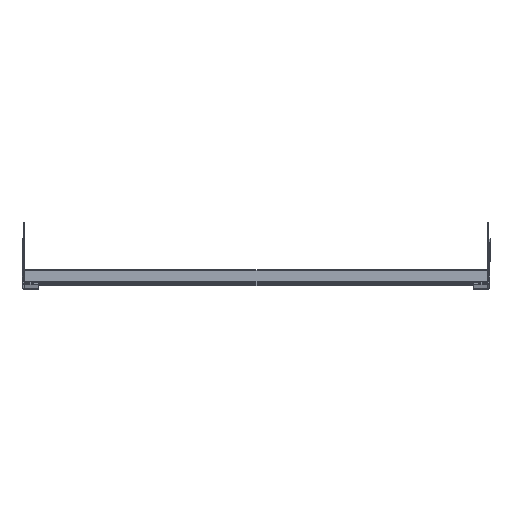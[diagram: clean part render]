
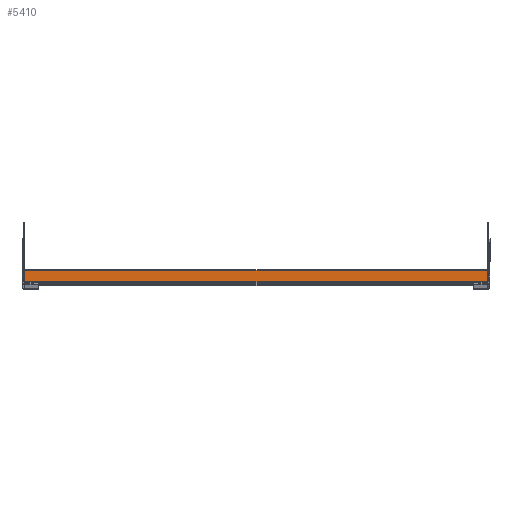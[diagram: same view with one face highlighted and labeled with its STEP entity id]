
A CAD part, top view. The second image highlights one B-rep face of the part: STEP entity #5410.
In plain terms, the highlighted planar face has unit normal (0, 0, 1).
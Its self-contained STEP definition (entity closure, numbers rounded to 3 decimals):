
#180 = CARTESIAN_POINT ( 'NONE',  ( -585.1, -18.709, 1377.21 ) ) ;
#185 = CARTESIAN_POINT ( 'NONE',  ( -596.3, -18.709, 1377.21 ) ) ;
#189 = CARTESIAN_POINT ( 'NONE',  ( -596.3, -2.709, 1377.21 ) ) ;
#192 = CARTESIAN_POINT ( 'NONE',  ( 0.7, -2.709, 1377.21 ) ) ;
#580 = CARTESIAN_POINT ( 'NONE',  ( -10.5, -18.709, 1377.21 ) ) ;
#583 = CARTESIAN_POINT ( 'NONE',  ( -17.3, -18.709, 1377.21 ) ) ;
#687 = CARTESIAN_POINT ( 'NONE',  ( -578.3, -18.709, 1377.21 ) ) ;
#688 = CARTESIAN_POINT ( 'NONE',  ( 0.7, -18.709, 1377.21 ) ) ;
#994 = ORIENTED_EDGE ( 'NONE', *, *, #9686, .F. ) ;
#995 = ORIENTED_EDGE ( 'NONE', *, *, #9670, .F. ) ;
#996 = ORIENTED_EDGE ( 'NONE', *, *, #9687, .T. ) ;
#997 = ORIENTED_EDGE ( 'NONE', *, *, #8925, .F. ) ;
#998 = ORIENTED_EDGE ( 'NONE', *, *, #3134, .F. ) ;
#999 = ORIENTED_EDGE ( 'NONE', *, *, #8924, .F. ) ;
#1000 = ORIENTED_EDGE ( 'NONE', *, *, #9688, .T. ) ;
#1001 = ORIENTED_EDGE ( 'NONE', *, *, #9684, .T. ) ;
#1294 = CARTESIAN_POINT ( 'NONE',  ( 0.7, -18.709, 1377.21 ) ) ;
#1302 = DIRECTION ( 'NONE',  ( -1., 0., 0. ) ) ;
#2444 = LINE ( 'NONE', #2848, #2449 ) ;
#2448 = LINE ( 'NONE', #2859, #2451 ) ;
#2449 = VECTOR ( 'NONE', #2858, 1000. ) ;
#2451 = VECTOR ( 'NONE', #2861, 1000. ) ;
#2848 = CARTESIAN_POINT ( 'NONE',  ( 0.7, -18.709, 1377.21 ) ) ;
#2858 = DIRECTION ( 'NONE',  ( -1., 0., 0. ) ) ;
#2859 = CARTESIAN_POINT ( 'NONE',  ( 0.7, -18.709, 1377.21 ) ) ;
#2861 = DIRECTION ( 'NONE',  ( -1., 0., 0. ) ) ;
#3134 = EDGE_CURVE ( 'NONE', #7345, #7348, #6246, .T. ) ;
#3821 = CARTESIAN_POINT ( 'NONE',  ( 0.7, -18.709, 1377.21 ) ) ;
#3828 = PLANE ( 'NONE',  #10126 ) ;
#3830 = DIRECTION ( 'NONE',  ( 0., 0., 1. ) ) ;
#3831 = DIRECTION ( 'NONE',  ( 0., -1., 0. ) ) ;
#4556 = LINE ( 'NONE', #10196, #4559 ) ;
#4559 = VECTOR ( 'NONE', #10198, 1000. ) ;
#4584 = LINE ( 'NONE', #10224, #4587 ) ;
#4587 = VECTOR ( 'NONE', #10226, 1000. ) ;
#4588 = LINE ( 'NONE', #10228, #4591 ) ;
#4590 = LINE ( 'NONE', #10230, #4593 ) ;
#4591 = VECTOR ( 'NONE', #10229, 1000. ) ;
#4592 = LINE ( 'NONE', #10232, #4595 ) ;
#4593 = VECTOR ( 'NONE', #10231, 1000. ) ;
#4595 = VECTOR ( 'NONE', #10233, 1000. ) ;
#5410 = ADVANCED_FACE ( 'NONE', ( #6348 ), #3828, .T. ) ;
#6246 = LINE ( 'NONE', #1294, #6252 ) ;
#6252 = VECTOR ( 'NONE', #1302, 1000. ) ;
#6348 = FACE_OUTER_BOUND ( 'NONE', #9343, .T. ) ;
#6944 = VERTEX_POINT ( 'NONE', #180 ) ;
#6949 = VERTEX_POINT ( 'NONE', #185 ) ;
#6953 = VERTEX_POINT ( 'NONE', #189 ) ;
#6956 = VERTEX_POINT ( 'NONE', #192 ) ;
#7345 = VERTEX_POINT ( 'NONE', #580 ) ;
#7348 = VERTEX_POINT ( 'NONE', #583 ) ;
#7452 = VERTEX_POINT ( 'NONE', #687 ) ;
#7453 = VERTEX_POINT ( 'NONE', #688 ) ;
#8924 = EDGE_CURVE ( 'NONE', #7453, #7345, #2444, .T. ) ;
#8925 = EDGE_CURVE ( 'NONE', #7348, #7452, #2448, .T. ) ;
#9343 = EDGE_LOOP ( 'NONE', ( #994, #995, #996, #997, #998, #999, #1000, #1001 ) ) ;
#9670 = EDGE_CURVE ( 'NONE', #6944, #6949, #4556, .T. ) ;
#9684 = EDGE_CURVE ( 'NONE', #6956, #6953, #4584, .T. ) ;
#9686 = EDGE_CURVE ( 'NONE', #6949, #6953, #4588, .T. ) ;
#9687 = EDGE_CURVE ( 'NONE', #6944, #7452, #4590, .T. ) ;
#9688 = EDGE_CURVE ( 'NONE', #7453, #6956, #4592, .T. ) ;
#10126 = AXIS2_PLACEMENT_3D ( 'NONE', #3821, #3830, #3831 ) ;
#10196 = CARTESIAN_POINT ( 'NONE',  ( 0.7, -18.709, 1377.21 ) ) ;
#10198 = DIRECTION ( 'NONE',  ( -1., 0., 0. ) ) ;
#10224 = CARTESIAN_POINT ( 'NONE',  ( 0.7, -2.709, 1377.21 ) ) ;
#10226 = DIRECTION ( 'NONE',  ( -1., 0., 0. ) ) ;
#10228 = CARTESIAN_POINT ( 'NONE',  ( -596.3, -18.709, 1377.21 ) ) ;
#10229 = DIRECTION ( 'NONE',  ( 0., 1., 0. ) ) ;
#10230 = CARTESIAN_POINT ( 'NONE',  ( 0.7, -18.709, 1377.21 ) ) ;
#10231 = DIRECTION ( 'NONE',  ( 1., 0., 0. ) ) ;
#10232 = CARTESIAN_POINT ( 'NONE',  ( 0.7, -18.709, 1377.21 ) ) ;
#10233 = DIRECTION ( 'NONE',  ( 0., 1., 0. ) ) ;
